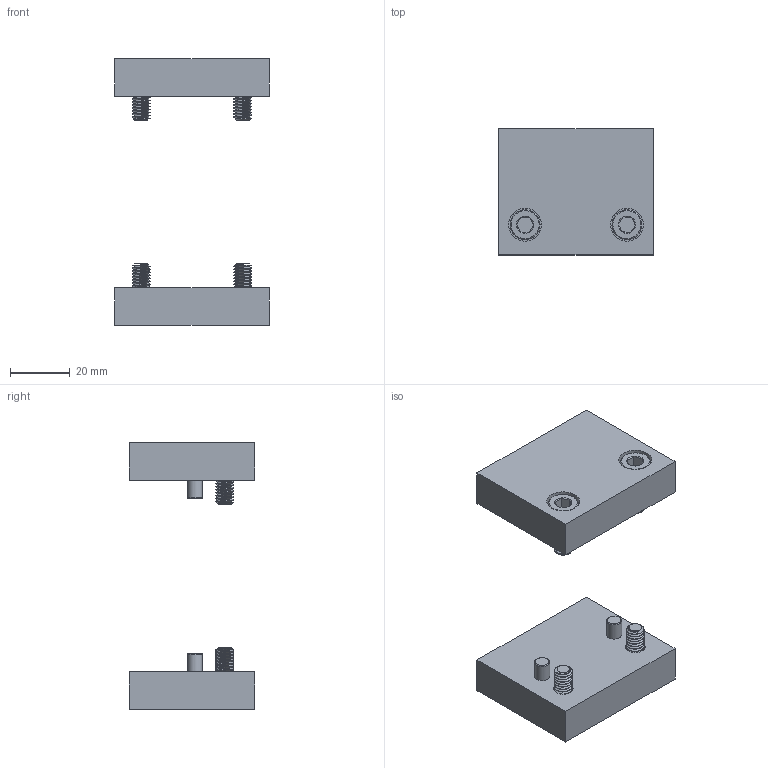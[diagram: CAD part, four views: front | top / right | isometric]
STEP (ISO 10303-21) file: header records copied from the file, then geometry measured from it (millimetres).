
FILE_DESCRIPTION(/* description */ (''),/* implementation_level */ '2;1');
FILE_NAME(/* name */ 'MS-8800760.stp',/* time_stamp */ '2021-12-13T07:15:00+01:00',/* author */ ('pb'),/* organization */ (''),/* preprocessor_version */ 'ST-DEVELOPER v18.1',/* originating_system */ 'Autodesk Inventor 2021',/* authorisation */ '');
FILE_SCHEMA (('AUTOMOTIVE_DESIGN { 1 0 10303 214 3 1 1 }'));
Length unit declared in the file: millimetre
Products named in the file (1): Part1
Bounding box: 51.5 x 42 x 89 mm (x, y, z)
Volume: 54027 mm3; surface area: 18907.9 mm2
Topology: 10 solids, 10 shells, 256 faces, 612 edges, 388 vertices
Faces by surface type: cylinder 132, plane 64, cone 44, bspline 8, torus 8
Full cylindrical faces by diameter (mm): 4.701 x48, 5 x8, 6 x52, 6.6 x4, 10 x4, 11 x4
Entity records: 18127 total; most frequent: CARTESIAN_POINT 12361, ORIENTED_EDGE 1216, DIRECTION 962, EDGE_CURVE 608, VERTEX_POINT 388, AXIS2_PLACEMENT_3D 373, EDGE_LOOP 280, STYLED_ITEM 266
